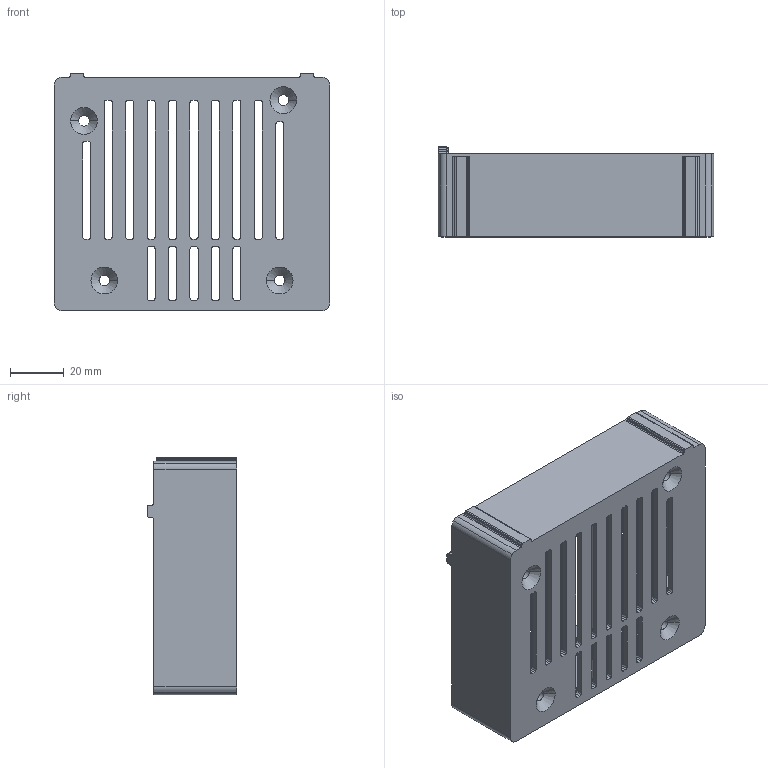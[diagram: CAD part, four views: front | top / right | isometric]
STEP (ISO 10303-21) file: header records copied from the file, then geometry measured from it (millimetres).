
FILE_DESCRIPTION(('STEP AP214'),'1');
FILE_NAME('back_LP785060.stp','2025-12-31T20:45:10',(' '),(' '),'Spatial InterOp 3D',' ',' ');
FILE_SCHEMA(('AUTOMOTIVE_DESIGN { 1 0 10303 214 1 1 1 1 }'));
Length unit declared in the file: millimetre
Products named in the file (1): back_LP785060
Bounding box: 102.6 x 33.43 x 88.6 mm (x, y, z)
Volume: 67529.3 mm3; surface area: 41665.1 mm2
Topology: 1 solids, 1 shells, 1073 faces, 2956 edges, 1820 vertices
Faces by surface type: cylinder 636, plane 224, torus 89, bspline 53, extrusion 28, sphere 27, cone 16
Entity records: 52962 total; most frequent: CARTESIAN_POINT 25522, DIRECTION 5972, ORIENTED_EDGE 5774, EDGE_CURVE 2887, AXIS2_PLACEMENT_3D 2309, VERTEX_POINT 1820, VECTOR 1354, LINE 1326
